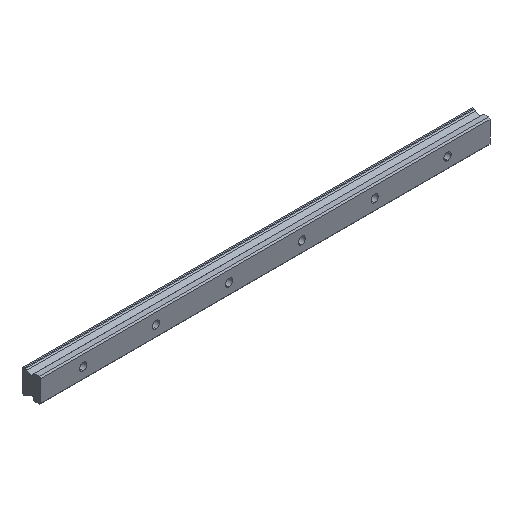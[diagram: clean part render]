
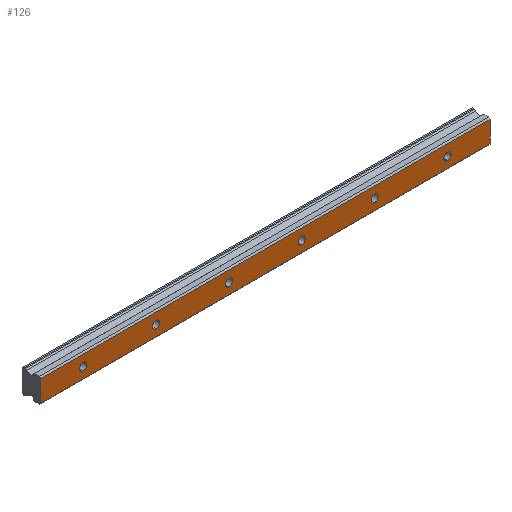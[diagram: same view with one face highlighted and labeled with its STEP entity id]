
A CAD part, isometric view. The second image highlights one B-rep face of the part: STEP entity #126.
In plain terms, the highlighted planar face has unit normal (0, -1, 0).
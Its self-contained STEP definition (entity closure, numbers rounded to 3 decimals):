
#13 = ORIENTED_EDGE ( 'NONE', *, *, #1398, .F. ) ;
#20 = FACE_OUTER_BOUND ( 'NONE', #987, .T. ) ;
#22 = VECTOR ( 'NONE', #1327, 1000. ) ;
#57 = CARTESIAN_POINT ( 'NONE',  ( 60., 0., -3. ) ) ;
#67 = EDGE_CURVE ( 'NONE', #1659, #1639, #442, .T. ) ;
#72 = DIRECTION ( 'NONE',  ( 0., 0., 1. ) ) ;
#86 = VERTEX_POINT ( 'NONE', #1604 ) ;
#111 = EDGE_CURVE ( 'NONE', #86, #1395, #1423, .T. ) ;
#121 = ORIENTED_EDGE ( 'NONE', *, *, #67, .F. ) ;
#126 = ADVANCED_FACE ( 'NONE', ( #20, #721, #1289, #599, #1164, #1747, #631 ), #760, .F. ) ;
#145 = DIRECTION ( 'NONE',  ( 0., -1., 0. ) ) ;
#154 = CARTESIAN_POINT ( 'NONE',  ( 180., 0., -3. ) ) ;
#159 = CARTESIAN_POINT ( 'NONE',  ( 0., 0., -3. ) ) ;
#165 = EDGE_CURVE ( 'NONE', #836, #1659, #1201, .T. ) ;
#166 = EDGE_LOOP ( 'NONE', ( #1225, #927 ) ) ;
#178 = DIRECTION ( 'NONE',  ( 0., 0., 1. ) ) ;
#191 = DIRECTION ( 'NONE',  ( 0., -1., 0. ) ) ;
#201 = CIRCLE ( 'NONE', #1005, 3. ) ;
#203 = CARTESIAN_POINT ( 'NONE',  ( 0., 0., 0. ) ) ;
#212 = CARTESIAN_POINT ( 'NONE',  ( 335., 0., -8.82 ) ) ;
#259 = AXIS2_PLACEMENT_3D ( 'NONE', #1039, #925, #1057 ) ;
#279 = CARTESIAN_POINT ( 'NONE',  ( 180., 0., 3. ) ) ;
#283 = VERTEX_POINT ( 'NONE', #1534 ) ;
#299 = CARTESIAN_POINT ( 'NONE',  ( 180., 0., 0. ) ) ;
#321 = DIRECTION ( 'NONE',  ( 0., 0., 1. ) ) ;
#325 = VERTEX_POINT ( 'NONE', #961 ) ;
#332 = CARTESIAN_POINT ( 'NONE',  ( -35., 0., 8.82 ) ) ;
#339 = CARTESIAN_POINT ( 'NONE',  ( 335., 0., -8.82 ) ) ;
#343 = CARTESIAN_POINT ( 'NONE',  ( 120., 0., -3. ) ) ;
#348 = CIRCLE ( 'NONE', #1185, 3. ) ;
#372 = EDGE_LOOP ( 'NONE', ( #803, #13 ) ) ;
#428 = CARTESIAN_POINT ( 'NONE',  ( 335., 0., 8.82 ) ) ;
#442 = LINE ( 'NONE', #428, #502 ) ;
#463 = DIRECTION ( 'NONE',  ( 0., 0., 1. ) ) ;
#469 = AXIS2_PLACEMENT_3D ( 'NONE', #1350, #1645, #1359 ) ;
#474 = DIRECTION ( 'NONE',  ( 0., 0., 1. ) ) ;
#482 = EDGE_LOOP ( 'NONE', ( #1357, #644 ) ) ;
#502 = VECTOR ( 'NONE', #753, 1000. ) ;
#522 = ORIENTED_EDGE ( 'NONE', *, *, #111, .F. ) ;
#524 = EDGE_CURVE ( 'NONE', #283, #1733, #531, .T. ) ;
#530 = VECTOR ( 'NONE', #1206, 1000. ) ;
#531 = CIRCLE ( 'NONE', #259, 3. ) ;
#554 = DIRECTION ( 'NONE',  ( 0., -1., 0. ) ) ;
#562 = CARTESIAN_POINT ( 'NONE',  ( 240., 0., 0. ) ) ;
#574 = DIRECTION ( 'NONE',  ( 0., 0., 1. ) ) ;
#575 = EDGE_CURVE ( 'NONE', #1395, #86, #348, .T. ) ;
#593 = CARTESIAN_POINT ( 'NONE',  ( 300., 0., -3. ) ) ;
#599 = FACE_BOUND ( 'NONE', #482, .T. ) ;
#608 = CARTESIAN_POINT ( 'NONE',  ( 0., 0., 3. ) ) ;
#625 = AXIS2_PLACEMENT_3D ( 'NONE', #645, #777, #785 ) ;
#626 = CIRCLE ( 'NONE', #1241, 3. ) ;
#629 = DIRECTION ( 'NONE',  ( 0., 0., 1. ) ) ;
#631 = FACE_BOUND ( 'NONE', #372, .T. ) ;
#644 = ORIENTED_EDGE ( 'NONE', *, *, #902, .F. ) ;
#645 = CARTESIAN_POINT ( 'NONE',  ( 335., 0., 8.82 ) ) ;
#657 = LINE ( 'NONE', #939, #766 ) ;
#668 = VERTEX_POINT ( 'NONE', #1685 ) ;
#678 = AXIS2_PLACEMENT_3D ( 'NONE', #1300, #1003, #574 ) ;
#696 = CARTESIAN_POINT ( 'NONE',  ( -35., 0., -8.82 ) ) ;
#698 = CARTESIAN_POINT ( 'NONE',  ( 60., 0., 3. ) ) ;
#705 = AXIS2_PLACEMENT_3D ( 'NONE', #1286, #1593, #474 ) ;
#721 = FACE_BOUND ( 'NONE', #166, .T. ) ;
#753 = DIRECTION ( 'NONE',  ( 1., 0., 0. ) ) ;
#758 = DIRECTION ( 'NONE',  ( 0., -1., 0. ) ) ;
#760 = PLANE ( 'NONE',  #625 ) ;
#766 = VECTOR ( 'NONE', #1368, 1000. ) ;
#771 = EDGE_LOOP ( 'NONE', ( #903, #1560 ) ) ;
#772 = DIRECTION ( 'NONE',  ( 0., -1., 0. ) ) ;
#777 = DIRECTION ( 'NONE',  ( 0., 1., 0. ) ) ;
#785 = DIRECTION ( 'NONE',  ( 0., 0., 1. ) ) ;
#803 = ORIENTED_EDGE ( 'NONE', *, *, #1837, .F. ) ;
#836 = VERTEX_POINT ( 'NONE', #696 ) ;
#837 = DIRECTION ( 'NONE',  ( 0., 0., 1. ) ) ;
#860 = DIRECTION ( 'NONE',  ( 0., 0., 1. ) ) ;
#878 = CARTESIAN_POINT ( 'NONE',  ( 335., 0., 8.82 ) ) ;
#902 = EDGE_CURVE ( 'NONE', #668, #325, #626, .T. ) ;
#903 = ORIENTED_EDGE ( 'NONE', *, *, #524, .F. ) ;
#925 = DIRECTION ( 'NONE',  ( 0., -1., 0. ) ) ;
#927 = ORIENTED_EDGE ( 'NONE', *, *, #1034, .F. ) ;
#931 = DIRECTION ( 'NONE',  ( 0., -1., 0. ) ) ;
#939 = CARTESIAN_POINT ( 'NONE',  ( 335., 0., 8.82 ) ) ;
#961 = CARTESIAN_POINT ( 'NONE',  ( 240., 0., 3. ) ) ;
#987 = EDGE_LOOP ( 'NONE', ( #1624, #1019, #121, #1077 ) ) ;
#989 = EDGE_CURVE ( 'NONE', #1165, #1402, #1093, .T. ) ;
#1003 = DIRECTION ( 'NONE',  ( 0., -1., 0. ) ) ;
#1005 = AXIS2_PLACEMENT_3D ( 'NONE', #1074, #191, #629 ) ;
#1019 = ORIENTED_EDGE ( 'NONE', *, *, #1267, .F. ) ;
#1023 = EDGE_LOOP ( 'NONE', ( #522, #1080 ) ) ;
#1034 = EDGE_CURVE ( 'NONE', #1638, #1696, #1613, .T. ) ;
#1038 = CIRCLE ( 'NONE', #1766, 3. ) ;
#1039 = CARTESIAN_POINT ( 'NONE',  ( 300., 0., 0. ) ) ;
#1041 = AXIS2_PLACEMENT_3D ( 'NONE', #203, #772, #321 ) ;
#1047 = CARTESIAN_POINT ( 'NONE',  ( -35., 0., 8.82 ) ) ;
#1057 = DIRECTION ( 'NONE',  ( 0., 0., 1. ) ) ;
#1065 = DIRECTION ( 'NONE',  ( 0., -1., 0. ) ) ;
#1066 = AXIS2_PLACEMENT_3D ( 'NONE', #1276, #554, #837 ) ;
#1074 = CARTESIAN_POINT ( 'NONE',  ( 60., 0., 0. ) ) ;
#1077 = ORIENTED_EDGE ( 'NONE', *, *, #165, .F. ) ;
#1080 = ORIENTED_EDGE ( 'NONE', *, *, #575, .F. ) ;
#1093 = CIRCLE ( 'NONE', #1186, 3. ) ;
#1095 = AXIS2_PLACEMENT_3D ( 'NONE', #1203, #931, #72 ) ;
#1124 = CIRCLE ( 'NONE', #469, 3. ) ;
#1131 = DIRECTION ( 'NONE',  ( 0., 0., 1. ) ) ;
#1132 = VERTEX_POINT ( 'NONE', #57 ) ;
#1164 = FACE_BOUND ( 'NONE', #1498, .T. ) ;
#1165 = VERTEX_POINT ( 'NONE', #154 ) ;
#1185 = AXIS2_PLACEMENT_3D ( 'NONE', #1635, #1065, #178 ) ;
#1186 = AXIS2_PLACEMENT_3D ( 'NONE', #1342, #1611, #463 ) ;
#1201 = LINE ( 'NONE', #332, #22 ) ;
#1203 = CARTESIAN_POINT ( 'NONE',  ( 60., 0., 0. ) ) ;
#1206 = DIRECTION ( 'NONE',  ( -1., 0., 0. ) ) ;
#1225 = ORIENTED_EDGE ( 'NONE', *, *, #1783, .F. ) ;
#1241 = AXIS2_PLACEMENT_3D ( 'NONE', #562, #145, #1131 ) ;
#1267 = EDGE_CURVE ( 'NONE', #1639, #1825, #657, .T. ) ;
#1276 = CARTESIAN_POINT ( 'NONE',  ( 300., 0., 0. ) ) ;
#1286 = CARTESIAN_POINT ( 'NONE',  ( 240., 0., 0. ) ) ;
#1289 = FACE_BOUND ( 'NONE', #771, .T. ) ;
#1300 = CARTESIAN_POINT ( 'NONE',  ( 120., 0., 0. ) ) ;
#1327 = DIRECTION ( 'NONE',  ( 0., 0., 1. ) ) ;
#1342 = CARTESIAN_POINT ( 'NONE',  ( 180., 0., 0. ) ) ;
#1350 = CARTESIAN_POINT ( 'NONE',  ( 0., 0., 0. ) ) ;
#1357 = ORIENTED_EDGE ( 'NONE', *, *, #1637, .F. ) ;
#1359 = DIRECTION ( 'NONE',  ( 0., 0., 1. ) ) ;
#1363 = CIRCLE ( 'NONE', #705, 3. ) ;
#1368 = DIRECTION ( 'NONE',  ( 0., 0., -1. ) ) ;
#1395 = VERTEX_POINT ( 'NONE', #343 ) ;
#1398 = EDGE_CURVE ( 'NONE', #1132, #1478, #1453, .T. ) ;
#1402 = VERTEX_POINT ( 'NONE', #279 ) ;
#1423 = CIRCLE ( 'NONE', #678, 3. ) ;
#1453 = CIRCLE ( 'NONE', #1095, 3. ) ;
#1478 = VERTEX_POINT ( 'NONE', #698 ) ;
#1485 = LINE ( 'NONE', #212, #530 ) ;
#1498 = EDGE_LOOP ( 'NONE', ( #1711, #1549 ) ) ;
#1522 = EDGE_CURVE ( 'NONE', #1733, #283, #1817, .T. ) ;
#1534 = CARTESIAN_POINT ( 'NONE',  ( 300., 0., 3. ) ) ;
#1549 = ORIENTED_EDGE ( 'NONE', *, *, #989, .F. ) ;
#1560 = ORIENTED_EDGE ( 'NONE', *, *, #1522, .F. ) ;
#1593 = DIRECTION ( 'NONE',  ( 0., -1., 0. ) ) ;
#1604 = CARTESIAN_POINT ( 'NONE',  ( 120., 0., 3. ) ) ;
#1611 = DIRECTION ( 'NONE',  ( 0., -1., 0. ) ) ;
#1613 = CIRCLE ( 'NONE', #1041, 3. ) ;
#1624 = ORIENTED_EDGE ( 'NONE', *, *, #1822, .F. ) ;
#1635 = CARTESIAN_POINT ( 'NONE',  ( 120., 0., 0. ) ) ;
#1637 = EDGE_CURVE ( 'NONE', #325, #668, #1363, .T. ) ;
#1638 = VERTEX_POINT ( 'NONE', #159 ) ;
#1639 = VERTEX_POINT ( 'NONE', #878 ) ;
#1645 = DIRECTION ( 'NONE',  ( 0., -1., 0. ) ) ;
#1659 = VERTEX_POINT ( 'NONE', #1047 ) ;
#1685 = CARTESIAN_POINT ( 'NONE',  ( 240., 0., -3. ) ) ;
#1690 = EDGE_CURVE ( 'NONE', #1402, #1165, #1038, .T. ) ;
#1696 = VERTEX_POINT ( 'NONE', #608 ) ;
#1711 = ORIENTED_EDGE ( 'NONE', *, *, #1690, .F. ) ;
#1733 = VERTEX_POINT ( 'NONE', #593 ) ;
#1747 = FACE_BOUND ( 'NONE', #1023, .T. ) ;
#1766 = AXIS2_PLACEMENT_3D ( 'NONE', #299, #758, #860 ) ;
#1783 = EDGE_CURVE ( 'NONE', #1696, #1638, #1124, .T. ) ;
#1817 = CIRCLE ( 'NONE', #1066, 3. ) ;
#1822 = EDGE_CURVE ( 'NONE', #1825, #836, #1485, .T. ) ;
#1825 = VERTEX_POINT ( 'NONE', #339 ) ;
#1837 = EDGE_CURVE ( 'NONE', #1478, #1132, #201, .T. ) ;
